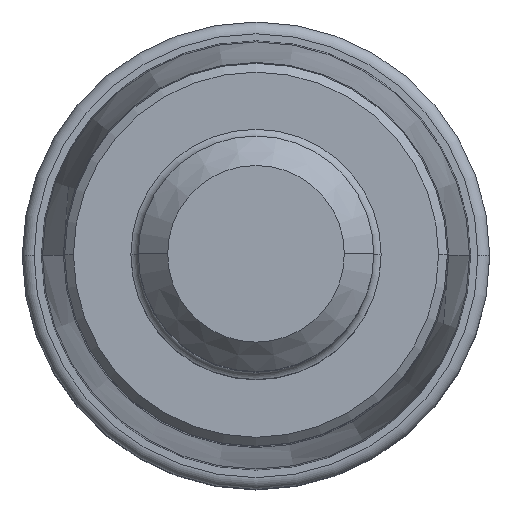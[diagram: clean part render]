
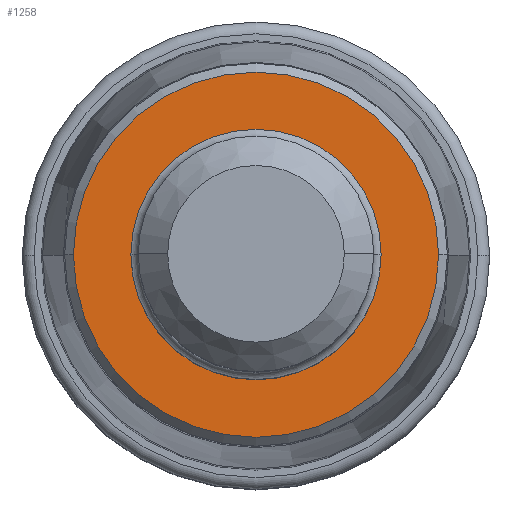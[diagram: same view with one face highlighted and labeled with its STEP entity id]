
A CAD part, top view. The second image highlights one B-rep face of the part: STEP entity #1258.
In plain terms, the highlighted planar face has unit normal (0, 0, 1).
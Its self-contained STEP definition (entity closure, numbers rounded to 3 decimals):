
#1108=PLANE('',#3839);
#1116=FACE_BOUND('',#1571,.T.);
#1117=FACE_BOUND('',#1572,.T.);
#1258=ADVANCED_FACE('',(#1116,#1117),#1108,.F.);
#1571=EDGE_LOOP('',(#2144,#2145));
#1572=EDGE_LOOP('',(#2146,#2147));
#2144=ORIENTED_EDGE('',*,*,#2660,.T.);
#2145=ORIENTED_EDGE('',*,*,#2663,.T.);
#2146=ORIENTED_EDGE('',*,*,#2664,.T.);
#2147=ORIENTED_EDGE('',*,*,#2665,.T.);
#2366=VERTEX_POINT('',#6662);
#2367=VERTEX_POINT('',#6663);
#2368=VERTEX_POINT('',#6670);
#2369=VERTEX_POINT('',#6671);
#2660=EDGE_CURVE('',#2366,#2367,#3076,.T.);
#2663=EDGE_CURVE('',#2367,#2366,#3077,.T.);
#2664=EDGE_CURVE('',#2368,#2369,#3078,.T.);
#2665=EDGE_CURVE('',#2369,#2368,#3079,.T.);
#3076=CIRCLE('',#3833,6.2);
#3077=CIRCLE('',#3835,6.2);
#3078=CIRCLE('',#3837,4.25);
#3079=CIRCLE('',#3838,4.25);
#3833=AXIS2_PLACEMENT_3D('',#6661,#4442,#4443);
#3835=AXIS2_PLACEMENT_3D('',#6667,#4448,#4449);
#3837=AXIS2_PLACEMENT_3D('',#6669,#4452,#4453);
#3838=AXIS2_PLACEMENT_3D('',#6672,#4454,#4455);
#3839=AXIS2_PLACEMENT_3D('',#6673,#4456,#4457);
#4442=DIRECTION('',(0.,0.,1.));
#4443=DIRECTION('',(1.,0.,0.));
#4448=DIRECTION('',(0.,0.,1.));
#4449=DIRECTION('',(-1.,0.,0.));
#4452=DIRECTION('',(0.,0.,-1.));
#4453=DIRECTION('',(1.,0.,0.));
#4454=DIRECTION('',(0.,0.,-1.));
#4455=DIRECTION('',(-1.,0.,0.));
#4456=DIRECTION('',(0.,0.,-1.));
#4457=DIRECTION('',(1.,0.,0.));
#6661=CARTESIAN_POINT('',(0.,0.,0.));
#6662=CARTESIAN_POINT('',(6.2,0.,0.));
#6663=CARTESIAN_POINT('',(-6.2,0.,0.));
#6667=CARTESIAN_POINT('',(0.,0.,0.));
#6669=CARTESIAN_POINT('',(0.,0.,0.));
#6670=CARTESIAN_POINT('',(4.25,0.,0.));
#6671=CARTESIAN_POINT('',(-4.25,0.,0.));
#6672=CARTESIAN_POINT('',(0.,0.,0.));
#6673=CARTESIAN_POINT('',(0.,0.,0.));
